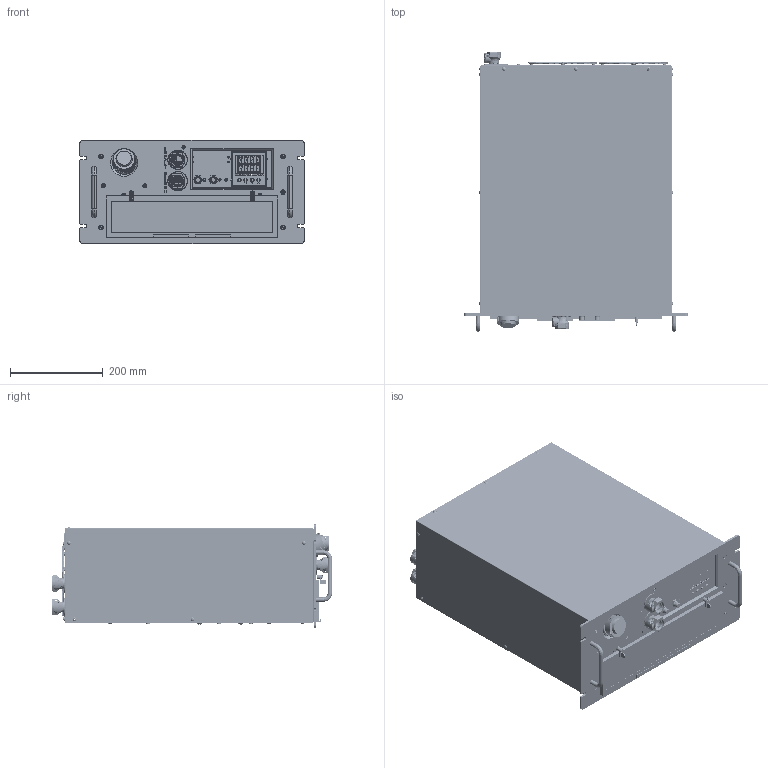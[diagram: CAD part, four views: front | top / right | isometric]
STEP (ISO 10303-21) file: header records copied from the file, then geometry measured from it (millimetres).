
FILE_DESCRIPTION (( 'STEP AP203' ), '1' );
FILE_NAME ('RLC-900 2nd GEN.STEP', '2015-06-22T18:39:05', ( '' ), ( '' ), 'SwSTEP 2.0', 'SolidWorks 2015', '' );
FILE_SCHEMA (( 'CONFIG_CONTROL_DESIGN' ));
Length unit declared in the file: inch
Products named in the file (1): RLC-900 2nd GEN
Bounding box: 482.6 x 602.44 x 222.25 mm (x, y, z)
Surface area: 2097809.5 mm2 (no closed solid volume)
Topology: 0 solids, 240 shells, 2057 faces, 9562 edges, 7419 vertices
Faces by surface type: plane 935, cylinder 576, bspline 317, cone 105, sphere 74, torus 50
Entity records: 114978 total; most frequent: CARTESIAN_POINT 42923, DIRECTION 14213, ORIENTED_EDGE 13303, EDGE_CURVE 9560, VERTEX_POINT 7419, AXIS2_PLACEMENT_3D 4824, VECTOR 4565, LINE 4565
